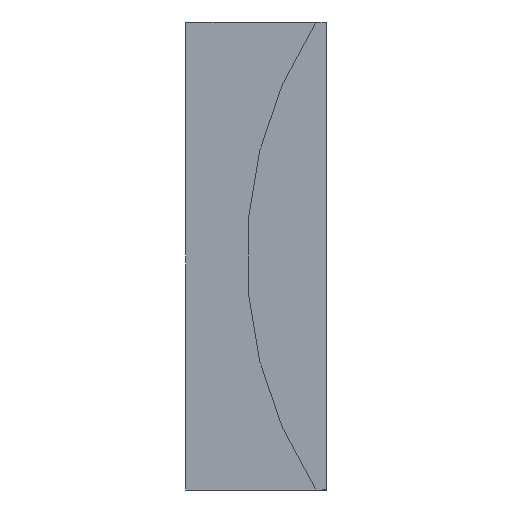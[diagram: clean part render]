
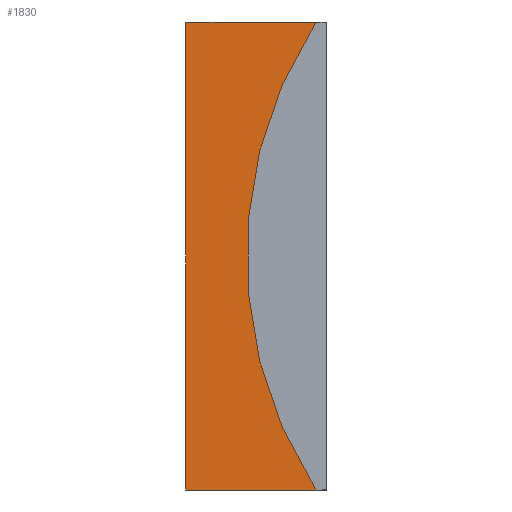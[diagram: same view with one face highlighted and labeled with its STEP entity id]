
A CAD part, left-side view. The second image highlights one B-rep face of the part: STEP entity #1830.
In plain terms, the highlighted planar face has unit normal (-1, 0, 0).
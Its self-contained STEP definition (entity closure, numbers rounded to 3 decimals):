
#98 = VECTOR ( 'NONE', #2026, 1000. ) ;
#137 = EDGE_CURVE ( 'NONE', #1842, #2148, #1608, .T. ) ;
#148 = CARTESIAN_POINT ( 'NONE',  ( 0., -21., 0. ) ) ;
#179 = CARTESIAN_POINT ( 'NONE',  ( 0., -6., 10. ) ) ;
#216 = ORIENTED_EDGE ( 'NONE', *, *, #811, .F. ) ;
#245 = ORIENTED_EDGE ( 'NONE', *, *, #1763, .F. ) ;
#291 = DIRECTION ( 'NONE',  ( 0., 0., 1. ) ) ;
#311 = VECTOR ( 'NONE', #1945, 1000. ) ;
#396 = CIRCLE ( 'NONE', #1243, 18.4 ) ;
#580 = EDGE_LOOP ( 'NONE', ( #245, #1122, #216, #942 ) ) ;
#638 = VERTEX_POINT ( 'NONE', #743 ) ;
#646 = EDGE_CURVE ( 'NONE', #638, #1729, #968, .T. ) ;
#682 = CARTESIAN_POINT ( 'NONE',  ( 0., 0., 0. ) ) ;
#743 = CARTESIAN_POINT ( 'NONE',  ( 0., 0., 10. ) ) ;
#754 = AXIS2_PLACEMENT_3D ( 'NONE', #682, #1933, #291 ) ;
#801 = CARTESIAN_POINT ( 'NONE',  ( 0., -6., -10. ) ) ;
#811 = EDGE_CURVE ( 'NONE', #2148, #638, #1183, .T. ) ;
#852 = CARTESIAN_POINT ( 'NONE',  ( 0., 0., 10. ) ) ;
#942 = ORIENTED_EDGE ( 'NONE', *, *, #137, .F. ) ;
#946 = VECTOR ( 'NONE', #1744, 1000. ) ;
#968 = LINE ( 'NONE', #179, #98 ) ;
#1122 = ORIENTED_EDGE ( 'NONE', *, *, #646, .F. ) ;
#1160 = CARTESIAN_POINT ( 'NONE',  ( 0., -5.555, 10. ) ) ;
#1183 = LINE ( 'NONE', #852, #946 ) ;
#1228 = FACE_OUTER_BOUND ( 'NONE', #580, .T. ) ;
#1243 = AXIS2_PLACEMENT_3D ( 'NONE', #148, #2316, #1980 ) ;
#1589 = PLANE ( 'NONE',  #754 ) ;
#1608 = LINE ( 'NONE', #801, #311 ) ;
#1729 = VERTEX_POINT ( 'NONE', #1160 ) ;
#1744 = DIRECTION ( 'NONE',  ( 0., 0., 1. ) ) ;
#1763 = EDGE_CURVE ( 'NONE', #1729, #1842, #396, .T. ) ;
#1830 = ADVANCED_FACE ( 'NONE', ( #1228 ), #1589, .T. ) ;
#1842 = VERTEX_POINT ( 'NONE', #2282 ) ;
#1933 = DIRECTION ( 'NONE',  ( -1., 0., 0. ) ) ;
#1945 = DIRECTION ( 'NONE',  ( 0., 1., 0. ) ) ;
#1980 = DIRECTION ( 'NONE',  ( 0., 0., 1. ) ) ;
#2006 = CARTESIAN_POINT ( 'NONE',  ( 0., 0., -10. ) ) ;
#2026 = DIRECTION ( 'NONE',  ( 0., -1., 0. ) ) ;
#2148 = VERTEX_POINT ( 'NONE', #2006 ) ;
#2282 = CARTESIAN_POINT ( 'NONE',  ( 0., -5.555, -10. ) ) ;
#2316 = DIRECTION ( 'NONE',  ( -1., 0., 0. ) ) ;
